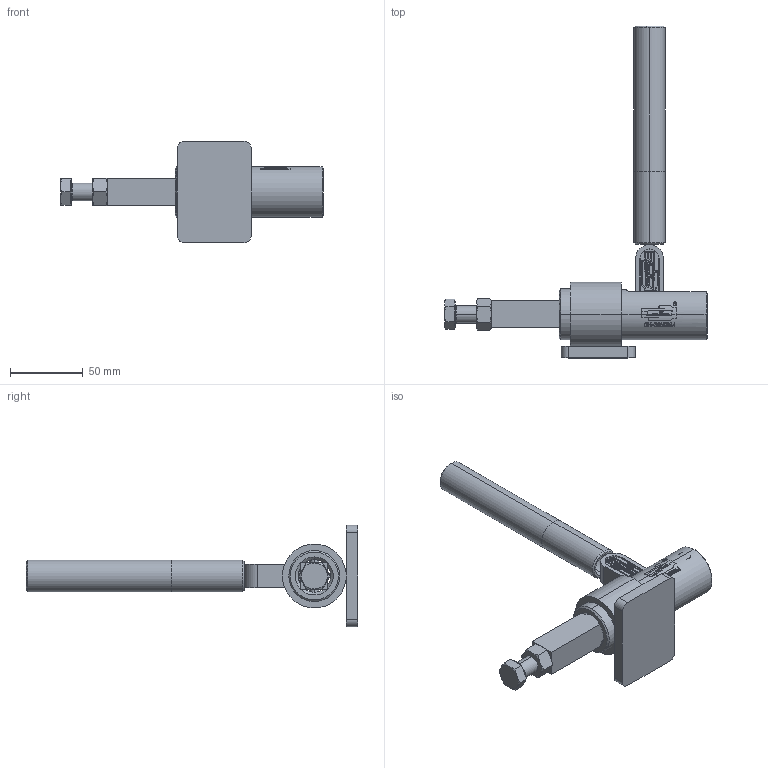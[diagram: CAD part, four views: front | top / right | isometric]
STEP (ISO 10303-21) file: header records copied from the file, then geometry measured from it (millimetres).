
FILE_DESCRIPTION (( 'STEP AP214' ), '1' );
FILE_NAME ('GH-30509M(Â²¤Æ).STEP', '2020-06-19T05:29:43', ( 'LinWei' ), ( '' ), 'SwSTEP 2.0', 'SolidWorks 2016', '' );
FILE_SCHEMA (( 'AUTOMOTIVE_DESIGN' ));
Length unit declared in the file: millimetre
Products named in the file (8): Group5^GH-30509M(簡化); Group4^GH-30509M(簡化); Group3^GH-30509M(簡化); Group1^GH-30509M(簡化); GH-30509M(簡化); 13050905-1^GH-30509M(簡化); 4702D152-1^GH-30509M(簡化); Group6^GH-30509M(簡化)
Assembly tree (7 placements, depth 2):
  GH-30509M(簡化)
    Group1^GH-30509M(簡化)
    Group3^GH-30509M(簡化)
    Group4^GH-30509M(簡化)
    Group5^GH-30509M(簡化)
    Group6^GH-30509M(簡化)
    4702D152-1^GH-30509M(簡化)
    13050905-1^GH-30509M(簡化)
Bounding box: 180.9 x 228.31 x 69.8 mm (x, y, z)
Volume: 178087.7 mm3; surface area: 79443.6 mm2
Topology: 8 solids, 16 shells, 960 faces, 2613 edges, 1726 vertices
Faces by surface type: plane 436, bspline 294, cylinder 189, cone 39, torus 2
Entity records: 51311 total; most frequent: CARTESIAN_POINT 27956, ORIENTED_EDGE 5222, DIRECTION 3347, EDGE_CURVE 2611, VERTEX_POINT 1726, VECTOR 1365, LINE 1365, EDGE_LOOP 1021
